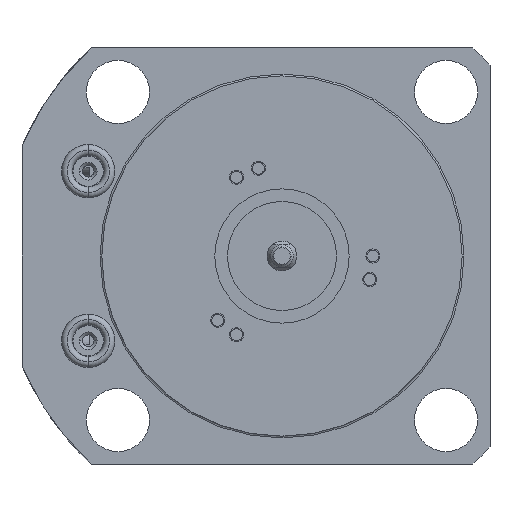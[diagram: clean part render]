
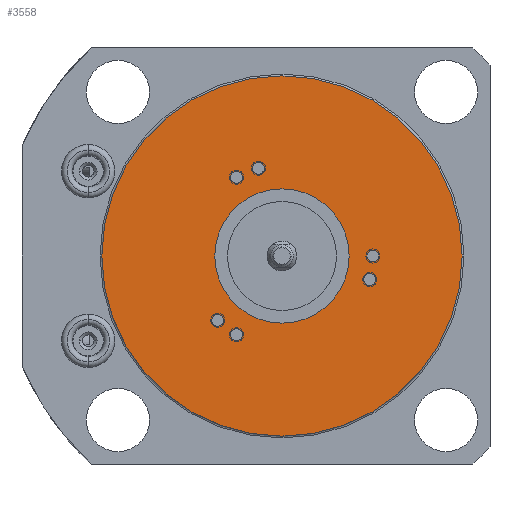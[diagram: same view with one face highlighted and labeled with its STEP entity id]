
A CAD part, front view. The second image highlights one B-rep face of the part: STEP entity #3558.
In plain terms, the highlighted planar face has unit normal (0, -1, 0).
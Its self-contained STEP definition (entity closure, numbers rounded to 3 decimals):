
#1154=CARTESIAN_POINT('',(0.,0.,0.));
#1155=DIRECTION('',(0.,-1.,0.));
#1156=DIRECTION('',(0.,0.,1.));
#1157=AXIS2_PLACEMENT_3D('',#1154,#1155,#1156);
#1159=CARTESIAN_POINT('',(0.,0.,0.));
#1160=DIRECTION('',(0.,-1.,0.));
#1161=DIRECTION('',(0.,0.,-1.));
#1162=AXIS2_PLACEMENT_3D('',#1159,#1160,#1161);
#1174=CARTESIAN_POINT('',(19.431,0.,0.));
#1175=DIRECTION('',(0.,-1.,0.));
#1176=DIRECTION('',(0.,0.,1.));
#1177=AXIS2_PLACEMENT_3D('',#1174,#1175,#1176);
#1179=CARTESIAN_POINT('',(19.431,0.,0.));
#1180=DIRECTION('',(0.,-1.,0.));
#1181=DIRECTION('',(0.,0.,-1.));
#1182=AXIS2_PLACEMENT_3D('',#1179,#1180,#1181);
#1184=CARTESIAN_POINT('',(18.769,0.,-5.029));
#1185=DIRECTION('',(0.,-1.,0.));
#1186=DIRECTION('',(0.,0.,1.));
#1187=AXIS2_PLACEMENT_3D('',#1184,#1185,#1186);
#1189=CARTESIAN_POINT('',(18.769,0.,-5.029));
#1190=DIRECTION('',(0.,-1.,0.));
#1191=DIRECTION('',(0.,0.,-1.));
#1192=AXIS2_PLACEMENT_3D('',#1189,#1190,#1191);
#1194=CARTESIAN_POINT('',(-9.716,0.,16.828));
#1195=DIRECTION('',(0.,-1.,0.));
#1196=DIRECTION('',(0.,0.,1.));
#1197=AXIS2_PLACEMENT_3D('',#1194,#1195,#1196);
#1199=CARTESIAN_POINT('',(-9.716,0.,16.828));
#1200=DIRECTION('',(0.,-1.,0.));
#1201=DIRECTION('',(0.,0.,-1.));
#1202=AXIS2_PLACEMENT_3D('',#1199,#1200,#1201);
#1204=CARTESIAN_POINT('',(-5.029,0.,18.769));
#1205=DIRECTION('',(0.,-1.,0.));
#1206=DIRECTION('',(0.,0.,1.));
#1207=AXIS2_PLACEMENT_3D('',#1204,#1205,#1206);
#1209=CARTESIAN_POINT('',(-5.029,0.,18.769));
#1210=DIRECTION('',(0.,-1.,0.));
#1211=DIRECTION('',(0.,0.,-1.));
#1212=AXIS2_PLACEMENT_3D('',#1209,#1210,#1211);
#1214=CARTESIAN_POINT('',(-9.716,0.,-16.828));
#1215=DIRECTION('',(0.,-1.,0.));
#1216=DIRECTION('',(0.,0.,1.));
#1217=AXIS2_PLACEMENT_3D('',#1214,#1215,#1216);
#1219=CARTESIAN_POINT('',(-9.716,0.,-16.828));
#1220=DIRECTION('',(0.,-1.,0.));
#1221=DIRECTION('',(0.,0.,-1.));
#1222=AXIS2_PLACEMENT_3D('',#1219,#1220,#1221);
#1224=CARTESIAN_POINT('',(-13.74,0.,-13.74));
#1225=DIRECTION('',(0.,-1.,0.));
#1226=DIRECTION('',(0.,0.,1.));
#1227=AXIS2_PLACEMENT_3D('',#1224,#1225,#1226);
#1229=CARTESIAN_POINT('',(-13.74,0.,-13.74));
#1230=DIRECTION('',(0.,-1.,0.));
#1231=DIRECTION('',(0.,0.,-1.));
#1232=AXIS2_PLACEMENT_3D('',#1229,#1230,#1231);
#1244=CARTESIAN_POINT('',(0.,0.,0.));
#1245=DIRECTION('',(0.,1.,0.));
#1246=DIRECTION('',(0.,0.,1.));
#1247=AXIS2_PLACEMENT_3D('',#1244,#1245,#1246);
#1249=CARTESIAN_POINT('',(0.,0.,0.));
#1250=DIRECTION('',(0.,1.,0.));
#1251=DIRECTION('',(0.,0.,-1.));
#1252=AXIS2_PLACEMENT_3D('',#1249,#1250,#1251);
#1806=CARTESIAN_POINT('',(0.,0.,38.494));
#1807=CARTESIAN_POINT('',(0.,0.,-38.494));
#1808=VERTEX_POINT('',#1806);
#1809=VERTEX_POINT('',#1807);
#2174=CARTESIAN_POINT('',(19.431,0.,1.27));
#2175=CARTESIAN_POINT('',(19.431,0.,-1.27));
#2176=VERTEX_POINT('',#2174);
#2177=VERTEX_POINT('',#2175);
#2178=CARTESIAN_POINT('',(18.769,0.,-3.759));
#2179=CARTESIAN_POINT('',(18.769,0.,-6.299));
#2180=VERTEX_POINT('',#2178);
#2181=VERTEX_POINT('',#2179);
#2182=CARTESIAN_POINT('',(-9.716,0.,18.098));
#2183=CARTESIAN_POINT('',(-9.716,0.,15.558));
#2184=VERTEX_POINT('',#2182);
#2185=VERTEX_POINT('',#2183);
#2186=CARTESIAN_POINT('',(-5.029,0.,20.039));
#2187=CARTESIAN_POINT('',(-5.029,0.,17.499));
#2188=VERTEX_POINT('',#2186);
#2189=VERTEX_POINT('',#2187);
#2190=CARTESIAN_POINT('',(-9.716,0.,-15.558));
#2191=CARTESIAN_POINT('',(-9.716,0.,-18.098));
#2192=VERTEX_POINT('',#2190);
#2193=VERTEX_POINT('',#2191);
#2194=CARTESIAN_POINT('',(-13.74,0.,-12.47));
#2195=CARTESIAN_POINT('',(-13.74,0.,-15.01));
#2196=VERTEX_POINT('',#2194);
#2197=VERTEX_POINT('',#2195);
#2210=CARTESIAN_POINT('',(0.,0.,14.351));
#2211=CARTESIAN_POINT('',(0.,0.,-14.351));
#2212=VERTEX_POINT('',#2210);
#2213=VERTEX_POINT('',#2211);
#3507=CARTESIAN_POINT('',(0.,0.,0.));
#3508=DIRECTION('',(0.,1.,0.));
#3509=DIRECTION('',(0.,0.,1.));
#3510=AXIS2_PLACEMENT_3D('',#3507,#3508,#3509);
#3511=PLANE('',#3510);
#3512=ORIENTED_EDGE('',*,*,#3487,.F.);
#3513=ORIENTED_EDGE('',*,*,#3501,.F.);
#3514=EDGE_LOOP('',(#3512,#3513));
#3515=FACE_OUTER_BOUND('',#3514,.F.);
#3517=ORIENTED_EDGE('',*,*,#3516,.T.);
#3519=ORIENTED_EDGE('',*,*,#3518,.T.);
#3520=EDGE_LOOP('',(#3517,#3519));
#3521=FACE_BOUND('',#3520,.F.);
#3523=ORIENTED_EDGE('',*,*,#3522,.T.);
#3525=ORIENTED_EDGE('',*,*,#3524,.T.);
#3526=EDGE_LOOP('',(#3523,#3525));
#3527=FACE_BOUND('',#3526,.F.);
#3529=ORIENTED_EDGE('',*,*,#3528,.T.);
#3531=ORIENTED_EDGE('',*,*,#3530,.T.);
#3532=EDGE_LOOP('',(#3529,#3531));
#3533=FACE_BOUND('',#3532,.F.);
#3535=ORIENTED_EDGE('',*,*,#3534,.T.);
#3537=ORIENTED_EDGE('',*,*,#3536,.T.);
#3538=EDGE_LOOP('',(#3535,#3537));
#3539=FACE_BOUND('',#3538,.F.);
#3541=ORIENTED_EDGE('',*,*,#3540,.T.);
#3543=ORIENTED_EDGE('',*,*,#3542,.T.);
#3544=EDGE_LOOP('',(#3541,#3543));
#3545=FACE_BOUND('',#3544,.F.);
#3547=ORIENTED_EDGE('',*,*,#3546,.T.);
#3549=ORIENTED_EDGE('',*,*,#3548,.T.);
#3550=EDGE_LOOP('',(#3547,#3549));
#3551=FACE_BOUND('',#3550,.F.);
#3553=ORIENTED_EDGE('',*,*,#3552,.F.);
#3555=ORIENTED_EDGE('',*,*,#3554,.F.);
#3556=EDGE_LOOP('',(#3553,#3555));
#3557=FACE_BOUND('',#3556,.F.);
#1158=CIRCLE('',#1157,38.494);
#1163=CIRCLE('',#1162,38.494);
#1178=CIRCLE('',#1177,1.27);
#1183=CIRCLE('',#1182,1.27);
#1188=CIRCLE('',#1187,1.27);
#1193=CIRCLE('',#1192,1.27);
#1198=CIRCLE('',#1197,1.27);
#1203=CIRCLE('',#1202,1.27);
#1208=CIRCLE('',#1207,1.27);
#1213=CIRCLE('',#1212,1.27);
#1218=CIRCLE('',#1217,1.27);
#1223=CIRCLE('',#1222,1.27);
#1228=CIRCLE('',#1227,1.27);
#1233=CIRCLE('',#1232,1.27);
#1248=CIRCLE('',#1247,14.351);
#1253=CIRCLE('',#1252,14.351);
#3487=EDGE_CURVE('',#1808,#1809,#1158,.T.);
#3501=EDGE_CURVE('',#1809,#1808,#1163,.T.);
#3516=EDGE_CURVE('',#2176,#2177,#1178,.T.);
#3518=EDGE_CURVE('',#2177,#2176,#1183,.T.);
#3522=EDGE_CURVE('',#2180,#2181,#1188,.T.);
#3524=EDGE_CURVE('',#2181,#2180,#1193,.T.);
#3528=EDGE_CURVE('',#2184,#2185,#1198,.T.);
#3530=EDGE_CURVE('',#2185,#2184,#1203,.T.);
#3534=EDGE_CURVE('',#2188,#2189,#1208,.T.);
#3536=EDGE_CURVE('',#2189,#2188,#1213,.T.);
#3540=EDGE_CURVE('',#2192,#2193,#1218,.T.);
#3542=EDGE_CURVE('',#2193,#2192,#1223,.T.);
#3546=EDGE_CURVE('',#2196,#2197,#1228,.T.);
#3548=EDGE_CURVE('',#2197,#2196,#1233,.T.);
#3552=EDGE_CURVE('',#2212,#2213,#1248,.T.);
#3554=EDGE_CURVE('',#2213,#2212,#1253,.T.);
#3558=ADVANCED_FACE('',(#3515,#3521,#3527,#3533,#3539,#3545,#3551,#3557),#3511,
.F.);
